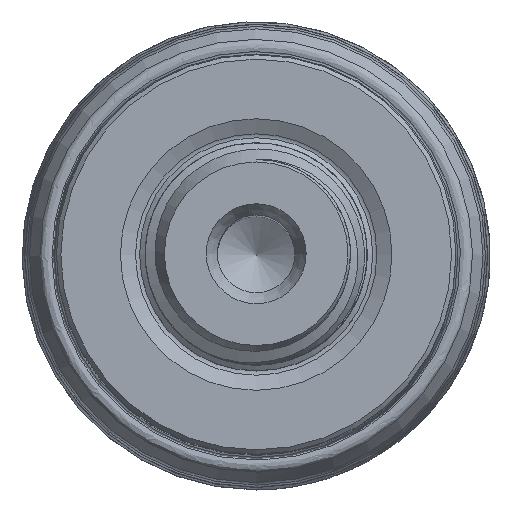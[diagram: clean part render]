
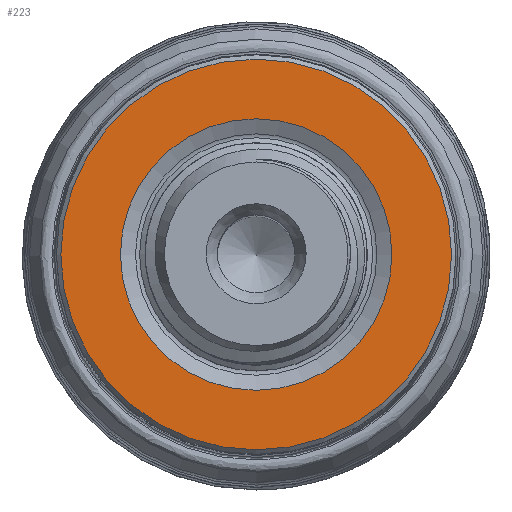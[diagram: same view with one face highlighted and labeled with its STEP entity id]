
A CAD part, top view. The second image highlights one B-rep face of the part: STEP entity #223.
In plain terms, the highlighted planar face has unit normal (0, 0, 1).
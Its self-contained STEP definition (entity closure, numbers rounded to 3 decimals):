
#195=PLANE('',#1034);
#223=ADVANCED_FACE('',(#356,#357),#195,.F.);
#356=FACE_BOUND('',#454,.T.);
#357=FACE_BOUND('',#455,.T.);
#454=EDGE_LOOP('',(#589));
#455=EDGE_LOOP('',(#590));
#589=ORIENTED_EDGE('',*,*,#830,.T.);
#590=ORIENTED_EDGE('',*,*,#829,.F.);
#750=VERTEX_POINT('',#2061);
#751=VERTEX_POINT('',#2064);
#829=EDGE_CURVE('',#750,#750,#901,.T.);
#830=EDGE_CURVE('',#751,#751,#902,.T.);
#901=CIRCLE('',#1031,6.116);
#902=CIRCLE('',#1033,8.8);
#1031=AXIS2_PLACEMENT_3D('',#2060,#1178,#1179);
#1033=AXIS2_PLACEMENT_3D('',#2063,#1182,#1183);
#1034=AXIS2_PLACEMENT_3D('',#2065,#1184,#1185);
#1178=DIRECTION('',(0.,0.,1.));
#1179=DIRECTION('',(0.,1.,0.));
#1182=DIRECTION('',(0.,0.,1.));
#1183=DIRECTION('',(0.,-1.,0.));
#1184=DIRECTION('',(0.,0.,-1.));
#1185=DIRECTION('',(0.,-1.,0.));
#2060=CARTESIAN_POINT('',(0.,0.,38.1));
#2061=CARTESIAN_POINT('',(0.,6.116,38.1));
#2063=CARTESIAN_POINT('',(0.,0.,38.1));
#2064=CARTESIAN_POINT('',(0.,-8.8,38.1));
#2065=CARTESIAN_POINT('',(9.,0.,38.1));
